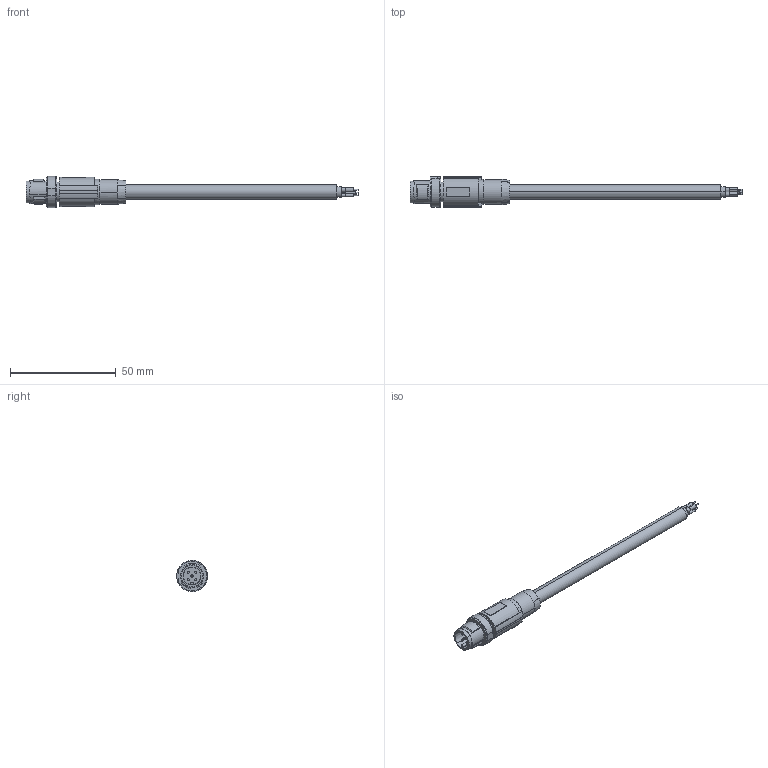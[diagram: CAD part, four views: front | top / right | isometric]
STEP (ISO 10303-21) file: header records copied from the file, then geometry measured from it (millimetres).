
FILE_DESCRIPTION(('SolidDesigner STEP Export'),'2;1');
FILE_NAME('1405981_SAC_5P_MS_2.0_924_SCO-select.stp','2013-08-12T12:19:34',(''),(''),'Creo Elements/Direct Modeling STEP processor for AP214 (Solid Model)','Creo Elements/Direct Modeling 18.1B 29-Sep-2012 (C) Parametric Technology GmbH','');
FILE_SCHEMA(('AUTOMOTIVE_DESIGN { 1 0 10303 214 1 1 1 1 }'));
Length unit declared in the file: millimetre
Products named in the file (1): 1405981_SAC_5P_MS_2.0_924_SCO-select
Bounding box: 157.3 x 15 x 14.79 mm (x, y, z)
Volume: 9245.4 mm3; surface area: 5110.6 mm2
Topology: 1 solids, 1 shells, 182 faces, 441 edges, 290 vertices
Faces by surface type: cylinder 79, plane 75, cone 22, bspline 6
Entity records: 9921 total; most frequent: CARTESIAN_POINT 4419, ORIENTED_EDGE 882, DIRECTION 742, EDGE_CURVE 441, VERTEX_POINT 290, AXIS2_PLACEMENT_3D 283, EDGE_LOOP 211, FACE_OUTER_BOUND 182
